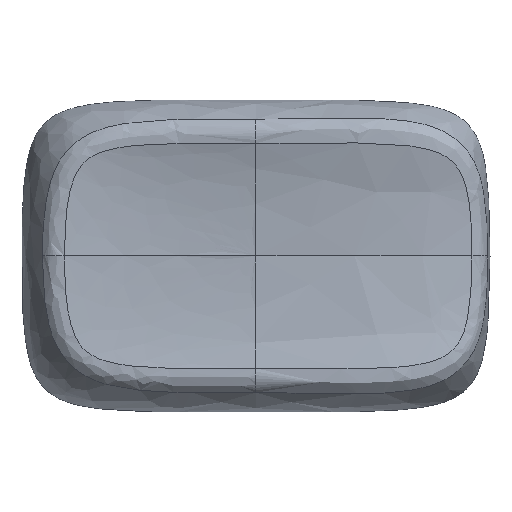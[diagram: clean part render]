
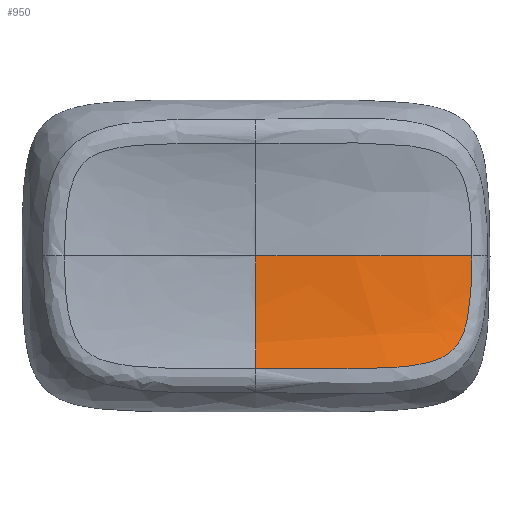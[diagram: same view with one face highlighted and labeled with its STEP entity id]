
A CAD part, top view. The second image highlights one B-rep face of the part: STEP entity #950.
In plain terms, the highlighted free-form (B-spline) face has degree [3, 3] with [5, 6] control points.
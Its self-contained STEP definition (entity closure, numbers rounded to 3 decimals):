
#15=(
BOUNDED_CURVE()
B_SPLINE_CURVE(5,(#5333,#5334,#5335,#5336,#5337,#5338,#5339,#5340,#5341,
#5342),.UNSPECIFIED.,.F.,.F.)
B_SPLINE_CURVE_WITH_KNOTS((6,1,1,1,1,6),(0.176,0.2,0.4,0.6,
0.8,1.),.UNSPECIFIED.)
CURVE()
GEOMETRIC_REPRESENTATION_ITEM()
RATIONAL_B_SPLINE_CURVE((1.,1.,1.,1.,1.,1.,1.,1.,1.,1.))
REPRESENTATION_ITEM('')
);
#26=B_SPLINE_SURFACE_WITH_KNOTS('',3,3,((#5353,#5354,#5355,#5356,#5357,
#5358),(#5359,#5360,#5361,#5362,#5363,#5364),(#5365,#5366,#5367,#5368,#5369,
#5370),(#5371,#5372,#5373,#5374,#5375,#5376),(#5377,#5378,#5379,#5380,#5381,
#5382)),.UNSPECIFIED.,.F.,.F.,.F.,(4,1,4),(4,1,1,4),(0.17,
0.526,1.),(0.,0.348,0.58,
0.812),.UNSPECIFIED.);
#55=B_SPLINE_CURVE_WITH_KNOTS('',3,(#4677,#4678,#4679,#4680,#4681,#4682,
#4683,#4684,#4685,#4686,#4687,#4688,#4689,#4690,#4691,#4692,#4693),
 .UNSPECIFIED.,.F.,.F.,(4,1,1,1,1,1,1,1,1,1,2,2,4),(0.,0.251,
0.377,0.44,0.503,0.566,
0.629,0.754,0.88,1.006,
1.257,1.367,1.738),.UNSPECIFIED.);
#74=B_SPLINE_CURVE_WITH_KNOTS('',3,(#5383,#5384,#5385,#5386,#5387,#5388),
 .UNSPECIFIED.,.F.,.F.,(4,1,1,4),(0.,0.348,0.58,
0.812),.UNSPECIFIED.);
#149=FACE_OUTER_BOUND('',#203,.T.);
#203=EDGE_LOOP('',(#852,#853,#854));
#434=VERTEX_POINT('',#4553);
#435=VERTEX_POINT('',#4657);
#452=VERTEX_POINT('',#5332);
#571=EDGE_CURVE('',#434,#435,#55,.T.);
#591=EDGE_CURVE('',#435,#452,#15,.T.);
#593=EDGE_CURVE('',#452,#434,#74,.T.);
#852=ORIENTED_EDGE('',*,*,#571,.F.);
#853=ORIENTED_EDGE('',*,*,#593,.F.);
#854=ORIENTED_EDGE('',*,*,#591,.F.);
#950=ADVANCED_FACE('',(#149),#26,.F.);
#4553=CARTESIAN_POINT('',(12.455,0.,3.683));
#4657=CARTESIAN_POINT('',(0.,-6.484,5.536));
#4677=CARTESIAN_POINT('Ctrl Pts',(12.455,0.,
3.683));
#4678=CARTESIAN_POINT('Ctrl Pts',(12.455,-0.821,3.683));
#4679=CARTESIAN_POINT('Ctrl Pts',(12.424,-2.043,3.717));
#4680=CARTESIAN_POINT('Ctrl Pts',(12.251,-3.426,3.882));
#4681=CARTESIAN_POINT('Ctrl Pts',(12.064,-4.183,4.027));
#4682=CARTESIAN_POINT('Ctrl Pts',(11.854,-4.734,4.168));
#4683=CARTESIAN_POINT('Ctrl Pts',(11.55,-5.23,4.336));
#4684=CARTESIAN_POINT('Ctrl Pts',(10.969,-5.789,4.589));
#4685=CARTESIAN_POINT('Ctrl Pts',(9.979,-6.176,4.877));
#4686=CARTESIAN_POINT('Ctrl Pts',(8.715,-6.377,5.109));
#4687=CARTESIAN_POINT('Ctrl Pts',(7.003,-6.504,5.325));
#4688=CARTESIAN_POINT('Ctrl Pts',(5.716,-6.515,5.409));
#4689=CARTESIAN_POINT('Ctrl Pts',(4.492,-6.503,5.462));
#4690=CARTESIAN_POINT('Ctrl Pts',(4.119,-6.5,5.475));
#4691=CARTESIAN_POINT('Ctrl Pts',(2.496,-6.487,5.523));
#4692=CARTESIAN_POINT('Ctrl Pts',(1.236,-6.484,5.536));
#4693=CARTESIAN_POINT('Ctrl Pts',(0.,-6.484,
5.536));
#5332=CARTESIAN_POINT('',(0.,0.,4.8));
#5333=CARTESIAN_POINT('Ctrl Pts',(0.,-6.484,
5.536));
#5334=CARTESIAN_POINT('Ctrl Pts',(0.,-6.462,
5.529));
#5335=CARTESIAN_POINT('Ctrl Pts',(0.,-6.25,
5.465));
#5336=CARTESIAN_POINT('Ctrl Pts',(0.,-5.83,
5.347));
#5337=CARTESIAN_POINT('Ctrl Pts',(0.,-5.151,
5.184));
#5338=CARTESIAN_POINT('Ctrl Pts',(0.,-4.1,
4.995));
#5339=CARTESIAN_POINT('Ctrl Pts',(0.,-2.767,
4.864));
#5340=CARTESIAN_POINT('Ctrl Pts',(0.,-1.503,
4.812));
#5341=CARTESIAN_POINT('Ctrl Pts',(0.,-0.524,
4.8));
#5342=CARTESIAN_POINT('Ctrl Pts',(0.,0.,
4.8));
#5353=CARTESIAN_POINT('Ctrl Pts',(0.,-6.511,5.544));
#5354=CARTESIAN_POINT('Ctrl Pts',(2.944,-6.511,5.544));
#5355=CARTESIAN_POINT('Ctrl Pts',(6.705,-6.511,5.404));
#5356=CARTESIAN_POINT('Ctrl Pts',(10.289,-6.511,4.959));
#5357=CARTESIAN_POINT('Ctrl Pts',(11.912,-6.511,4.606));
#5358=CARTESIAN_POINT('Ctrl Pts',(12.653,-6.511,4.4));
#5359=CARTESIAN_POINT('Ctrl Pts',(0.,-5.957,
5.374));
#5360=CARTESIAN_POINT('Ctrl Pts',(2.941,-5.957,5.374));
#5361=CARTESIAN_POINT('Ctrl Pts',(6.694,-5.957,5.233));
#5362=CARTESIAN_POINT('Ctrl Pts',(10.262,-5.957,4.79));
#5363=CARTESIAN_POINT('Ctrl Pts',(11.873,-5.957,4.439));
#5364=CARTESIAN_POINT('Ctrl Pts',(12.608,-5.957,4.236));
#5365=CARTESIAN_POINT('Ctrl Pts',(0.,-4.497,
5.004));
#5366=CARTESIAN_POINT('Ctrl Pts',(2.934,-4.497,5.004));
#5367=CARTESIAN_POINT('Ctrl Pts',(6.67,-4.497,4.863));
#5368=CARTESIAN_POINT('Ctrl Pts',(10.203,-4.497,4.424));
#5369=CARTESIAN_POINT('Ctrl Pts',(11.789,-4.497,4.079));
#5370=CARTESIAN_POINT('Ctrl Pts',(12.509,-4.497,3.879));
#5371=CARTESIAN_POINT('Ctrl Pts',(0.,-2.068,
4.8));
#5372=CARTESIAN_POINT('Ctrl Pts',(2.93,-2.068,4.8));
#5373=CARTESIAN_POINT('Ctrl Pts',(6.657,-2.068,4.66));
#5374=CARTESIAN_POINT('Ctrl Pts',(10.17,-2.068,4.223));
#5375=CARTESIAN_POINT('Ctrl Pts',(11.742,-2.068,3.88));
#5376=CARTESIAN_POINT('Ctrl Pts',(12.455,-2.068,3.683));
#5377=CARTESIAN_POINT('Ctrl Pts',(0.,0.,
4.8));
#5378=CARTESIAN_POINT('Ctrl Pts',(2.931,0.,
4.8));
#5379=CARTESIAN_POINT('Ctrl Pts',(6.657,0.,
4.66));
#5380=CARTESIAN_POINT('Ctrl Pts',(10.17,0.,
4.223));
#5381=CARTESIAN_POINT('Ctrl Pts',(11.742,0.,
3.88));
#5382=CARTESIAN_POINT('Ctrl Pts',(12.455,0.,
3.683));
#5383=CARTESIAN_POINT('Ctrl Pts',(0.,0.,
4.8));
#5384=CARTESIAN_POINT('Ctrl Pts',(2.931,0.,
4.8));
#5385=CARTESIAN_POINT('Ctrl Pts',(6.657,0.,
4.66));
#5386=CARTESIAN_POINT('Ctrl Pts',(10.17,0.,
4.223));
#5387=CARTESIAN_POINT('Ctrl Pts',(11.742,0.,
3.88));
#5388=CARTESIAN_POINT('Ctrl Pts',(12.455,0.,
3.683));
